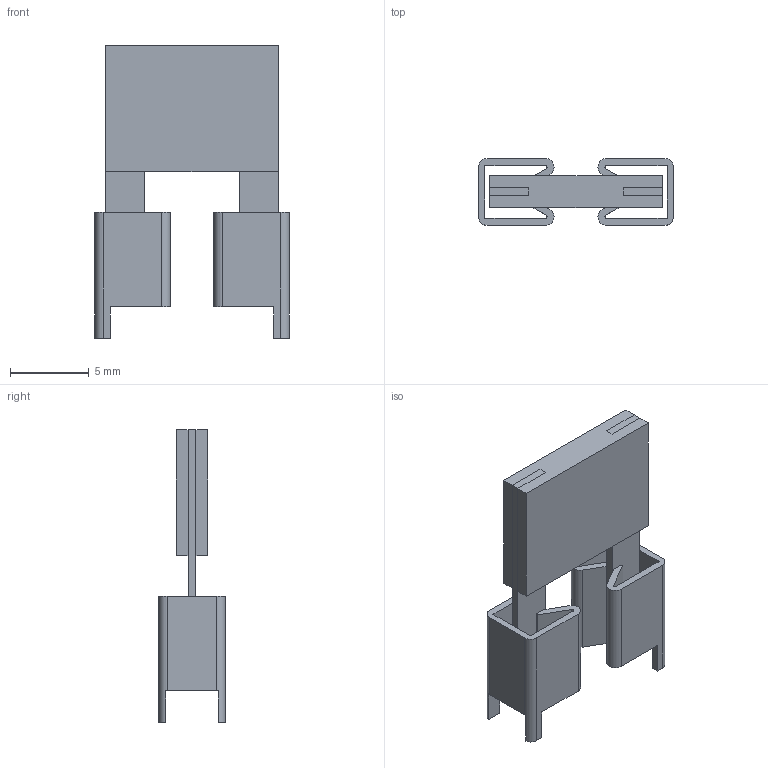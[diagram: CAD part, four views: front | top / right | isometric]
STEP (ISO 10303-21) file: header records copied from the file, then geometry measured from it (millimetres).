
FILE_DESCRIPTION(/* description */ (''),/* implementation_level */ '2;1');
FILE_NAME(/* name */ 'fuse.stp',/* time_stamp */ '2022-11-25T15:59:45+01:00',/* author */ (''),/* organization */ (''),/* preprocessor_version */ 'ST-DEVELOPER v15.2',/* originating_system */ 'Autodesk Translator Framework v2.0.0.5431',/* authorisation */ '');
FILE_SCHEMA (('AUTOMOTIVE_DESIGN { 1 0 10303 214 3 1 1 }'));
Length unit declared in the file: centimetre
Products named in the file (1): (Unsaved)
Bounding box: 12.38 x 4.25 x 18.6 mm (x, y, z)
Volume: 288.6 mm3; surface area: 1000.3 mm2
Topology: 5 solids, 5 shells, 90 faces, 240 edges, 160 vertices
Faces by surface type: plane 78, cylinder 12
Entity records: 2783 total; most frequent: CARTESIAN_POINT 491, ORIENTED_EDGE 480, DIRECTION 450, EDGE_CURVE 240, LINE 212, VECTOR 212, VERTEX_POINT 160, AXIS2_PLACEMENT_3D 119
